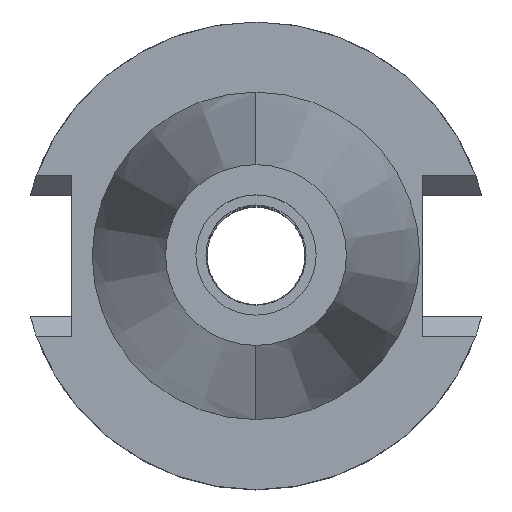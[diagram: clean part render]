
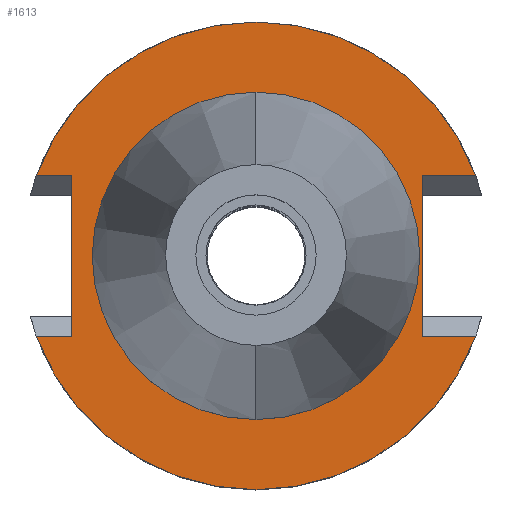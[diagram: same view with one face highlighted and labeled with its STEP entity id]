
A CAD part, top view. The second image highlights one B-rep face of the part: STEP entity #1613.
In plain terms, the highlighted planar face has unit normal (0, 0, 1).
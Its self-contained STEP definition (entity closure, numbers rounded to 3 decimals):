
#94=DIRECTION('',(0.,-1.,0.));
#95=VECTOR('',#94,21.78);
#96=CARTESIAN_POINT('',(22.57,10.89,-1.));
#97=LINE('',#96,#95);
#101=DIRECTION('',(1.,0.,0.));
#102=VECTOR('',#101,7.254);
#103=CARTESIAN_POINT('',(22.57,-10.89,-1.));
#104=LINE('',#103,#102);
#108=CARTESIAN_POINT('',(0.,0.,-1.));
#109=DIRECTION('',(0.,0.,-1.));
#110=DIRECTION('',(0.939,-0.343,0.));
#111=AXIS2_PLACEMENT_3D('',#108,#109,#110);
#116=CARTESIAN_POINT('',(0.,0.,-1.));
#117=DIRECTION('',(0.,0.,-1.));
#118=DIRECTION('',(0.,-1.,0.));
#119=AXIS2_PLACEMENT_3D('',#116,#117,#118);
#124=DIRECTION('',(-1.,0.,0.));
#125=VECTOR('',#124,4.844);
#126=CARTESIAN_POINT('',(-24.98,10.89,-1.));
#127=LINE('',#126,#125);
#131=CARTESIAN_POINT('',(0.,0.,-1.));
#132=DIRECTION('',(0.,0.,-1.));
#133=DIRECTION('',(-0.939,0.343,0.));
#134=AXIS2_PLACEMENT_3D('',#131,#132,#133);
#139=CARTESIAN_POINT('',(0.,0.,-1.));
#140=DIRECTION('',(0.,0.,-1.));
#141=DIRECTION('',(0.,1.,0.));
#142=AXIS2_PLACEMENT_3D('',#139,#140,#141);
#147=CARTESIAN_POINT('',(0.,0.,-1.));
#148=DIRECTION('',(0.,0.,1.));
#149=DIRECTION('',(0.,-1.,0.));
#150=AXIS2_PLACEMENT_3D('',#147,#148,#149);
#155=CARTESIAN_POINT('',(0.,0.,-1.));
#156=DIRECTION('',(0.,0.,1.));
#157=DIRECTION('',(0.,1.,0.));
#158=AXIS2_PLACEMENT_3D('',#155,#156,#157);
#291=DIRECTION('',(1.,0.,0.));
#292=VECTOR('',#291,7.254);
#293=CARTESIAN_POINT('',(22.57,10.89,-1.));
#294=LINE('',#293,#292);
#308=CARTESIAN_POINT('',(29.824,10.89,-1.));
#335=DIRECTION('',(0.,-1.,0.));
#336=VECTOR('',#335,21.78);
#337=CARTESIAN_POINT('',(-24.98,10.89,-1.));
#338=LINE('',#337,#336);
#561=DIRECTION('',(-1.,0.,0.));
#562=VECTOR('',#561,4.844);
#563=CARTESIAN_POINT('',(-24.98,-10.89,-1.));
#564=LINE('',#563,#562);
#575=CARTESIAN_POINT('',(29.824,-10.89,-1.));
#600=CARTESIAN_POINT('',(-29.824,-10.89,-1.));
#1396=CARTESIAN_POINT('',(22.57,-10.89,-1.));
#1397=VERTEX_POINT('',#1396);
#1398=CARTESIAN_POINT('',(22.57,10.89,-1.));
#1399=VERTEX_POINT('',#1398);
#1439=CARTESIAN_POINT('',(-24.98,10.89,-1.));
#1440=VERTEX_POINT('',#1439);
#1441=CARTESIAN_POINT('',(-24.98,-10.89,-1.));
#1442=VERTEX_POINT('',#1441);
#1485=VERTEX_POINT('',#575);
#1486=VERTEX_POINT('',#600);
#1487=CARTESIAN_POINT('',(0.,-31.75,-1.));
#1488=VERTEX_POINT('',#1487);
#1491=VERTEX_POINT('',#308);
#1492=CARTESIAN_POINT('',(0.,31.75,-1.));
#1493=VERTEX_POINT('',#1492);
#1494=CARTESIAN_POINT('',(-29.824,10.89,-1.));
#1495=VERTEX_POINT('',#1494);
#1496=CARTESIAN_POINT('',(0.,-22.225,-1.));
#1497=CARTESIAN_POINT('',(0.,22.225,-1.));
#1498=VERTEX_POINT('',#1496);
#1499=VERTEX_POINT('',#1497);
#1582=CARTESIAN_POINT('',(0.,0.,-1.));
#1583=DIRECTION('',(0.,0.,-1.));
#1584=DIRECTION('',(0.,-1.,0.));
#1585=AXIS2_PLACEMENT_3D('',#1582,#1583,#1584);
#1586=PLANE('',#1585);
#1588=ORIENTED_EDGE('',*,*,#1587,.T.);
#1590=ORIENTED_EDGE('',*,*,#1589,.T.);
#1592=ORIENTED_EDGE('',*,*,#1591,.T.);
#1594=ORIENTED_EDGE('',*,*,#1593,.T.);
#1596=ORIENTED_EDGE('',*,*,#1595,.F.);
#1598=ORIENTED_EDGE('',*,*,#1597,.F.);
#1600=ORIENTED_EDGE('',*,*,#1599,.T.);
#1602=ORIENTED_EDGE('',*,*,#1601,.T.);
#1604=ORIENTED_EDGE('',*,*,#1603,.T.);
#1606=ORIENTED_EDGE('',*,*,#1605,.F.);
#1607=EDGE_LOOP('',(#1588,#1590,#1592,#1594,#1596,#1598,#1600,#1602,#1604,
#1606));
#1608=FACE_OUTER_BOUND('',#1607,.F.);
#1609=ORIENTED_EDGE('',*,*,#1561,.T.);
#1610=ORIENTED_EDGE('',*,*,#1577,.T.);
#1611=EDGE_LOOP('',(#1609,#1610));
#1612=FACE_BOUND('',#1611,.F.);
#112=CIRCLE('',#111,31.75);
#120=CIRCLE('',#119,31.75);
#135=CIRCLE('',#134,31.75);
#143=CIRCLE('',#142,31.75);
#151=CIRCLE('',#150,22.225);
#159=CIRCLE('',#158,22.225);
#1561=EDGE_CURVE('',#1498,#1499,#151,.T.);
#1577=EDGE_CURVE('',#1499,#1498,#159,.T.);
#1587=EDGE_CURVE('',#1399,#1397,#97,.T.);
#1589=EDGE_CURVE('',#1397,#1485,#104,.T.);
#1591=EDGE_CURVE('',#1485,#1488,#112,.T.);
#1593=EDGE_CURVE('',#1488,#1486,#120,.T.);
#1595=EDGE_CURVE('',#1442,#1486,#564,.T.);
#1597=EDGE_CURVE('',#1440,#1442,#338,.T.);
#1599=EDGE_CURVE('',#1440,#1495,#127,.T.);
#1601=EDGE_CURVE('',#1495,#1493,#135,.T.);
#1603=EDGE_CURVE('',#1493,#1491,#143,.T.);
#1605=EDGE_CURVE('',#1399,#1491,#294,.T.);
#1613=ADVANCED_FACE('',(#1608,#1612),#1586,.F.);
